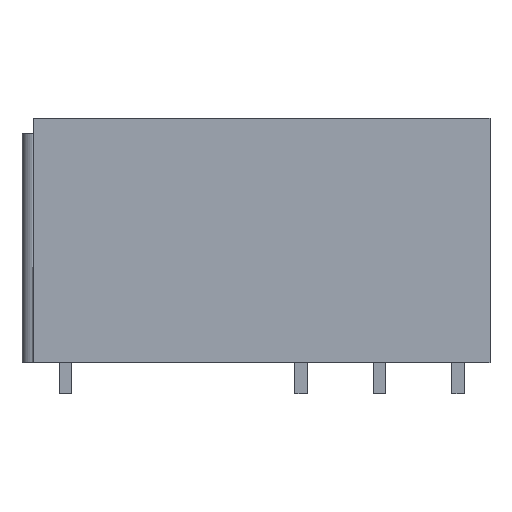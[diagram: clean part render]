
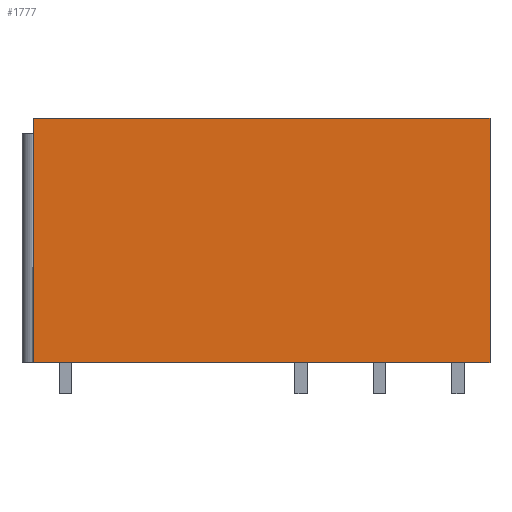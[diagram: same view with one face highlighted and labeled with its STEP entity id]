
A CAD part, top view. The second image highlights one B-rep face of the part: STEP entity #1777.
In plain terms, the highlighted face is planar.
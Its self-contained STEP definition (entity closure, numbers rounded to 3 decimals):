
#1624 = CARTESIAN_POINT ( 'NONE',  ( 14.65, 0., 6.5 ) ) ;
#1625 = VERTEX_POINT ( 'NONE', #1624 ) ;
#1665 = CARTESIAN_POINT ( 'NONE',  ( 14.65, 15.7, 6.5 ) ) ;
#1666 = VERTEX_POINT ( 'NONE', #1665 ) ;
#1673 = CARTESIAN_POINT ( 'NONE',  ( 14.65, 14.7, 6.5 ) ) ;
#1674 = DIRECTION ( 'NONE',  ( 0., -1., 0. ) ) ;
#1675 = VECTOR ( 'NONE', #1674, 1000. ) ;
#1676 = LINE ( 'NONE', #1673, #1675 ) ;
#1677 = EDGE_CURVE ( 'NONE', #1666, #1625, #1676, .T. ) ;
#1718 = CARTESIAN_POINT ( 'NONE',  ( -14.65, 0., 6.5 ) ) ;
#1719 = VERTEX_POINT ( 'NONE', #1718 ) ;
#1726 = CARTESIAN_POINT ( 'NONE',  ( -14.65, 15.7, 6.5 ) ) ;
#1727 = VERTEX_POINT ( 'NONE', #1726 ) ;
#1728 = CARTESIAN_POINT ( 'NONE',  ( -14.65, 14.7, 6.5 ) ) ;
#1729 = DIRECTION ( 'NONE',  ( 0., -1., 0. ) ) ;
#1730 = VECTOR ( 'NONE', #1729, 1000. ) ;
#1731 = LINE ( 'NONE', #1728, #1730 ) ;
#1732 = EDGE_CURVE ( 'NONE', #1727, #1719, #1731, .T. ) ;
#1756 = CARTESIAN_POINT ( 'NONE',  ( -14.65, 0., 6.5 ) ) ;
#1757 = DIRECTION ( 'NONE',  ( 1., 0., 0. ) ) ;
#1758 = VECTOR ( 'NONE', #1757, 1000. ) ;
#1759 = LINE ( 'NONE', #1756, #1758 ) ;
#1760 = EDGE_CURVE ( 'NONE', #1719, #1625, #1759, .T. ) ;
#1761 = ORIENTED_EDGE ( 'NONE', *, *, #1760, .T. ) ;
#1762 = ORIENTED_EDGE ( 'NONE', *, *, #1677, .F. ) ;
#1763 = CARTESIAN_POINT ( 'NONE',  ( -14.65, 15.7, 6.5 ) ) ;
#1764 = DIRECTION ( 'NONE',  ( 1., 0., 0. ) ) ;
#1765 = VECTOR ( 'NONE', #1764, 1000. ) ;
#1766 = LINE ( 'NONE', #1763, #1765 ) ;
#1767 = EDGE_CURVE ( 'NONE', #1727, #1666, #1766, .T. ) ;
#1768 = ORIENTED_EDGE ( 'NONE', *, *, #1767, .F. ) ;
#1769 = ORIENTED_EDGE ( 'NONE', *, *, #1732, .T. ) ;
#1770 = EDGE_LOOP ( 'NONE', ( #1761, #1762, #1768, #1769 ) ) ;
#1771 = FACE_OUTER_BOUND ( 'NONE', #1770, .T. ) ;
#1772 = CARTESIAN_POINT ( 'NONE',  ( -14.65, 14.7, 6.5 ) ) ;
#1773 = DIRECTION ( 'NONE',  ( 0., 0., -1. ) ) ;
#1774 = DIRECTION ( 'NONE',  ( -1., 0., 0. ) ) ;
#1775 = AXIS2_PLACEMENT_3D ( 'NONE', #1772, #1773, #1774 ) ;
#1776 = PLANE ( 'NONE', #1775 ) ;
#1777 = ADVANCED_FACE ( 'NONE', ( #1771 ), #1776, .F. ) ;
